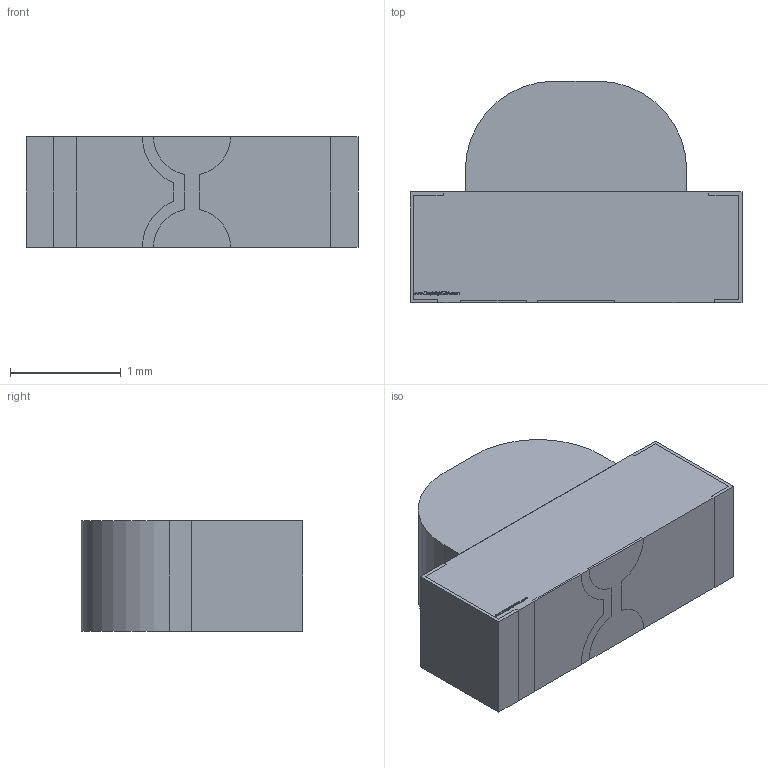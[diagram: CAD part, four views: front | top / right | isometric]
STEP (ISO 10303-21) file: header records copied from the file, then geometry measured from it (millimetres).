
FILE_DESCRIPTION (( 'STEP AP214' ), '1' );
FILE_NAME ('KPA-3010CGCK.STEP', '2024-09-21T14:12:59', ( '' ), ( '' ), 'SwSTEP 2.0', 'SolidWorks 2023', '' );
FILE_SCHEMA (( 'AUTOMOTIVE_DESIGN' ));
Length unit declared in the file: millimetre
Products named in the file (1): KPA-3010CGCK
Bounding box: 3 x 2 x 1 mm (x, y, z)
Volume: 4.7 mm3; surface area: 31.5 mm2
Topology: 7 solids, 7 shells, 379 faces, 1011 edges, 674 vertices
Faces by surface type: plane 249, bspline 116, cylinder 14
Entity records: 20977 total; most frequent: CARTESIAN_POINT 8453, ORIENTED_EDGE 2022, DIRECTION 1335, EDGE_CURVE 1011, VECTOR 751, LINE 751, VERTEX_POINT 674, EDGE_LOOP 407
